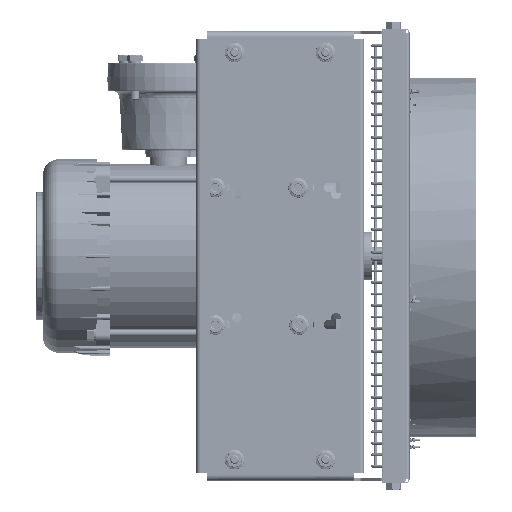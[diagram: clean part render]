
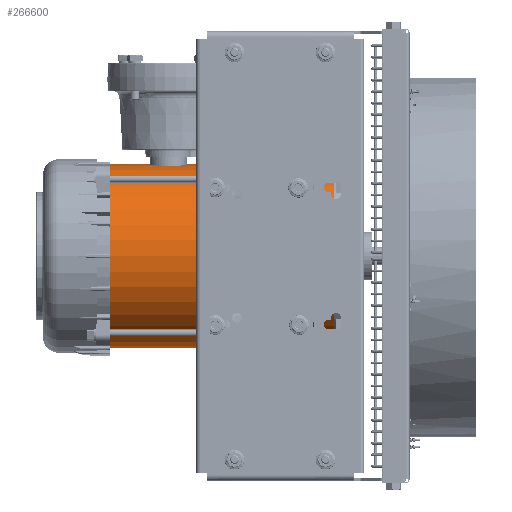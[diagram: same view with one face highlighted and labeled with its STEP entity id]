
A CAD part, front view. The second image highlights one B-rep face of the part: STEP entity #266600.
In plain terms, the highlighted cylindrical face has radius 83.058 mm (diameter 166.116 mm), a partial arc.
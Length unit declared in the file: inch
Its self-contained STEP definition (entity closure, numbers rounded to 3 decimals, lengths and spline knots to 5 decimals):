
#116 = CARTESIAN_POINT ( 'NONE',  ( -4.88672, 7.93957, 3.2043 ) ) ;
#1747 = CARTESIAN_POINT ( 'NONE',  ( -4.32384, 8.48402, 3.26829 ) ) ;
#2611 = ORIENTED_EDGE ( 'NONE', *, *, #93494, .T. ) ;
#2981 = DIRECTION ( 'NONE',  ( 1., 0., 0. ) ) ;
#3424 = CARTESIAN_POINT ( 'NONE',  ( -5.20508, 7.97629, 3.21157 ) ) ;
#12410 = LINE ( 'NONE', #36256, #65337 ) ;
#14403 = ORIENTED_EDGE ( 'NONE', *, *, #310491, .T. ) ;
#17729 = CARTESIAN_POINT ( 'NONE',  ( -5.24462, 7.9927, 3.21467 ) ) ;
#23503 = EDGE_CURVE ( 'NONE', #258902, #63870, #30093, .T. ) ;
#24002 = CARTESIAN_POINT ( 'NONE',  ( -5.05882, 7.93848, 3.20409 ) ) ;
#24604 = CARTESIAN_POINT ( 'NONE',  ( 0.92719, 8.59177, 0. ) ) ;
#25669 = CARTESIAN_POINT ( 'NONE',  ( -4.95157, 7.93426, 3.20321 ) ) ;
#27343 = CARTESIAN_POINT ( 'NONE',  ( -5.59566, 8.38002, 3.2632 ) ) ;
#30093 = B_SPLINE_CURVE_WITH_KNOTS ( 'NONE', 3,
 ( #242496, #76893, #129416, #285987, #53003, #27343, #276387, #103992, #313146, #70605, #43340, #287682, #154956, #329090, #172545, #131091, #211030, #207690, #17729, #3424, #96059, #233357, #252602, #24002, #180544, #25669, #147020, #116, #199742, #258836, #311505, #107300, #156610, #45018, #158292, #284350, #78510, #54698, #250961, #121514, #278082, #80191, #235001, #182200, #260495, #148675, #183860, #1747, #262170, #127738, #231694, #51325 ),
 .UNSPECIFIED., .F., .F.,
 ( 4, 2, 2, 2, 2, 2, 2, 2, 2, 2, 2, 2, 2, 2, 2, 2, 2, 2, 2, 2, 2, 2, 2, 2, 2, 4 ),
 ( 0., 0.00327, 0.00491, 0.00654, 0.00982, 0.01145, 0.01309, 0.01636, 0.01799, 0.01963, 0.02127, 0.0229, 0.02617, 0.02781, 0.02945, 0.03272, 0.03435, 0.03599, 0.03762, 0.03926, 0.04253, 0.04417, 0.0458, 0.04908, 0.05071, 0.05235 ),
 .UNSPECIFIED. ) ;
#36256 = CARTESIAN_POINT ( 'NONE',  ( -7.07281, 8.59177, 3.27 ) ) ;
#43340 = CARTESIAN_POINT ( 'NONE',  ( -5.49458, 8.19111, 3.24541 ) ) ;
#45018 = CARTESIAN_POINT ( 'NONE',  ( -4.64344, 8.02231, 3.22005 ) ) ;
#46231 = VECTOR ( 'NONE', #2981, 39.37008 ) ;
#51064 = CARTESIAN_POINT ( 'NONE',  ( 0.92719, 8.59177, -3.27 ) ) ;
#51325 = CARTESIAN_POINT ( 'NONE',  ( -4.31531, 8.59177, 3.27 ) ) ;
#51682 = CIRCLE ( 'NONE', #95098, 3.27 ) ;
#53003 = CARTESIAN_POINT ( 'NONE',  ( -5.60822, 8.42139, 3.26562 ) ) ;
#54698 = CARTESIAN_POINT ( 'NONE',  ( -4.53917, 8.09708, 3.23239 ) ) ;
#63870 = VERTEX_POINT ( 'NONE', #207546 ) ;
#65291 = CYLINDRICAL_SURFACE ( 'NONE', #105551, 3.27 ) ;
#65337 = VECTOR ( 'NONE', #242190, 39.37008 ) ;
#70214 = CARTESIAN_POINT ( 'NONE',  ( -7.07281, 8.59177, -3.27 ) ) ;
#70605 = CARTESIAN_POINT ( 'NONE',  ( -5.5075, 8.20853, 3.24751 ) ) ;
#76893 = CARTESIAN_POINT ( 'NONE',  ( -5.63031, 8.54821, 3.27 ) ) ;
#78510 = CARTESIAN_POINT ( 'NONE',  ( -4.57233, 8.06987, 3.22811 ) ) ;
#78851 = VERTEX_POINT ( 'NONE', #266543 ) ;
#80191 = CARTESIAN_POINT ( 'NONE',  ( -4.41449, 8.24387, 3.25149 ) ) ;
#93494 = EDGE_CURVE ( 'NONE', #294532, #232686, #139423, .T. ) ;
#94139 = CARTESIAN_POINT ( 'NONE',  ( -7.07281, 8.59177, 0. ) ) ;
#95098 = AXIS2_PLACEMENT_3D ( 'NONE', #24604, #128364, #232320 ) ;
#96059 = CARTESIAN_POINT ( 'NONE',  ( -5.1849, 7.96904, 3.21016 ) ) ;
#103992 = CARTESIAN_POINT ( 'NONE',  ( -5.5635, 8.2998, 3.25718 ) ) ;
#105551 = AXIS2_PLACEMENT_3D ( 'NONE', #94139, #197828, #252354 ) ;
#106870 = CARTESIAN_POINT ( 'NONE',  ( -7.07281, 8.59177, 3.27 ) ) ;
#107300 = CARTESIAN_POINT ( 'NONE',  ( -4.7011, 7.99265, 3.21466 ) ) ;
#111331 = LINE ( 'NONE', #131718, #216174 ) ;
#121514 = CARTESIAN_POINT ( 'NONE',  ( -4.4773, 8.15745, 3.24117 ) ) ;
#122877 = FACE_OUTER_BOUND ( 'NONE', #280974, .T. ) ;
#127738 = CARTESIAN_POINT ( 'NONE',  ( -4.31636, 8.54875, 3.26979 ) ) ;
#128364 = DIRECTION ( 'NONE',  ( 1., 0., 0. ) ) ;
#129416 = CARTESIAN_POINT ( 'NONE',  ( -5.62603, 8.5054, 3.26913 ) ) ;
#131091 = CARTESIAN_POINT ( 'NONE',  ( -5.32045, 8.03327, 3.22198 ) ) ;
#131718 = CARTESIAN_POINT ( 'NONE',  ( -7.07281, 8.59177, -3.27 ) ) ;
#135704 = EDGE_CURVE ( 'NONE', #294532, #258902, #12410, .T. ) ;
#139423 = CIRCLE ( 'NONE', #232186, 3.27 ) ;
#147020 = CARTESIAN_POINT ( 'NONE',  ( -4.93, 7.93531, 3.20343 ) ) ;
#148675 = CARTESIAN_POINT ( 'NONE',  ( -4.34899, 8.37964, 3.26336 ) ) ;
#154956 = CARTESIAN_POINT ( 'NONE',  ( -5.45275, 8.14185, 3.23894 ) ) ;
#156610 = CARTESIAN_POINT ( 'NONE',  ( -4.6814, 8.00198, 3.21639 ) ) ;
#158292 = CARTESIAN_POINT ( 'NONE',  ( -4.62507, 8.03335, 3.22199 ) ) ;
#172545 = CARTESIAN_POINT ( 'NONE',  ( -5.37433, 8.06932, 3.22809 ) ) ;
#176275 = CARTESIAN_POINT ( 'NONE',  ( -7.07281, 8.59177, 0. ) ) ;
#180544 = CARTESIAN_POINT ( 'NONE',  ( -5.01608, 7.93429, 3.20322 ) ) ;
#181820 = EDGE_CURVE ( 'NONE', #78851, #326897, #51682, .T. ) ;
#182200 = CARTESIAN_POINT ( 'NONE',  ( -4.38302, 8.30037, 3.25705 ) ) ;
#183777 = CARTESIAN_POINT ( 'NONE',  ( -5.63031, 8.59177, 3.27 ) ) ;
#183860 = CARTESIAN_POINT ( 'NONE',  ( -4.33652, 8.42064, 3.26579 ) ) ;
#197828 = DIRECTION ( 'NONE',  ( 1., 0., 0. ) ) ;
#199742 = CARTESIAN_POINT ( 'NONE',  ( -4.86526, 7.94277, 3.20495 ) ) ;
#203927 = LINE ( 'NONE', #106870, #46231 ) ;
#207546 = CARTESIAN_POINT ( 'NONE',  ( -4.31531, 8.59177, 3.27 ) ) ;
#207690 = CARTESIAN_POINT ( 'NONE',  ( -5.26397, 8.00186, 3.21637 ) ) ;
#211030 = CARTESIAN_POINT ( 'NONE',  ( -5.30185, 8.02212, 3.22002 ) ) ;
#216174 = VECTOR ( 'NONE', #262808, 39.37008 ) ;
#231694 = CARTESIAN_POINT ( 'NONE',  ( -4.31531, 8.57029, 3.27 ) ) ;
#232186 = AXIS2_PLACEMENT_3D ( 'NONE', #176275, #331181, #308963 ) ;
#232320 = DIRECTION ( 'NONE',  ( 0., 0., -1. ) ) ;
#232686 = VERTEX_POINT ( 'NONE', #70214 ) ;
#233357 = CARTESIAN_POINT ( 'NONE',  ( -5.14368, 7.9565, 3.2077 ) ) ;
#235001 = CARTESIAN_POINT ( 'NONE',  ( -4.40342, 8.26228, 3.25341 ) ) ;
#236656 = ORIENTED_EDGE ( 'NONE', *, *, #135704, .F. ) ;
#242190 = DIRECTION ( 'NONE',  ( 1., 0., 0. ) ) ;
#242496 = CARTESIAN_POINT ( 'NONE',  ( -5.63031, 8.59177, 3.27 ) ) ;
#247332 = EDGE_CURVE ( 'NONE', #63870, #78851, #203927, .T. ) ;
#250961 = CARTESIAN_POINT ( 'NONE',  ( -4.52313, 8.11161, 3.23459 ) ) ;
#252354 = DIRECTION ( 'NONE',  ( 0., 0., -1. ) ) ;
#252602 = CARTESIAN_POINT ( 'NONE',  ( -5.12252, 7.95118, 3.20664 ) ) ;
#258836 = CARTESIAN_POINT ( 'NONE',  ( -4.80195, 7.9554, 3.20749 ) ) ;
#258902 = VERTEX_POINT ( 'NONE', #183777 ) ;
#260495 = CARTESIAN_POINT ( 'NONE',  ( -4.37371, 8.32003, 3.25875 ) ) ;
#262170 = CARTESIAN_POINT ( 'NONE',  ( -4.32063, 8.5056, 3.26894 ) ) ;
#262808 = DIRECTION ( 'NONE',  ( 1., 0., 0. ) ) ;
#266543 = CARTESIAN_POINT ( 'NONE',  ( 0.92719, 8.59177, 3.27 ) ) ;
#266600 = ADVANCED_FACE ( 'NONE', ( #122877 ), #65291, .T. ) ;
#276387 = CARTESIAN_POINT ( 'NONE',  ( -5.58829, 8.35949, 3.2618 ) ) ;
#278082 = CARTESIAN_POINT ( 'NONE',  ( -4.45018, 8.19053, 3.24549 ) ) ;
#279827 = ORIENTED_EDGE ( 'NONE', *, *, #247332, .F. ) ;
#280974 = EDGE_LOOP ( 'NONE', ( #236656, #2611, #14403, #300759, #279827, #322828 ) ) ;
#283513 = CARTESIAN_POINT ( 'NONE',  ( -7.07281, 8.59177, 3.27 ) ) ;
#284350 = CARTESIAN_POINT ( 'NONE',  ( -4.58951, 8.05713, 3.22602 ) ) ;
#285987 = CARTESIAN_POINT ( 'NONE',  ( -5.61345, 8.44225, 3.26665 ) ) ;
#287682 = CARTESIAN_POINT ( 'NONE',  ( -5.46717, 8.15774, 3.24111 ) ) ;
#294532 = VERTEX_POINT ( 'NONE', #283513 ) ;
#300759 = ORIENTED_EDGE ( 'NONE', *, *, #181820, .F. ) ;
#308963 = DIRECTION ( 'NONE',  ( 0., 0., 1. ) ) ;
#310491 = EDGE_CURVE ( 'NONE', #232686, #326897, #111331, .T. ) ;
#311505 = CARTESIAN_POINT ( 'NONE',  ( -4.76091, 7.96786, 3.20997 ) ) ;
#313146 = CARTESIAN_POINT ( 'NONE',  ( -5.5433, 8.26208, 3.25354 ) ) ;
#322828 = ORIENTED_EDGE ( 'NONE', *, *, #23503, .F. ) ;
#326897 = VERTEX_POINT ( 'NONE', #51064 ) ;
#329090 = CARTESIAN_POINT ( 'NONE',  ( -5.40737, 8.09649, 3.23242 ) ) ;
#331181 = DIRECTION ( 'NONE',  ( 1., 0., 0. ) ) ;
